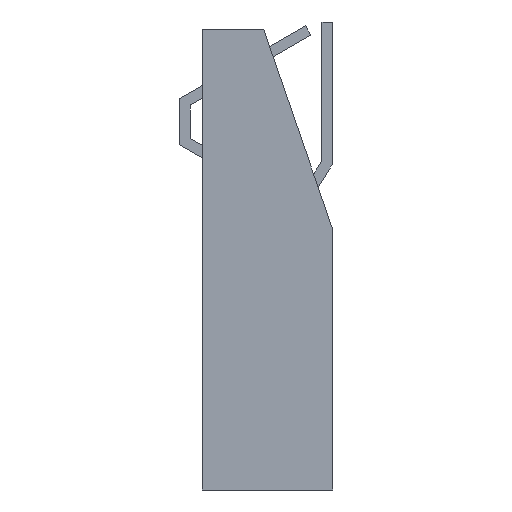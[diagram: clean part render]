
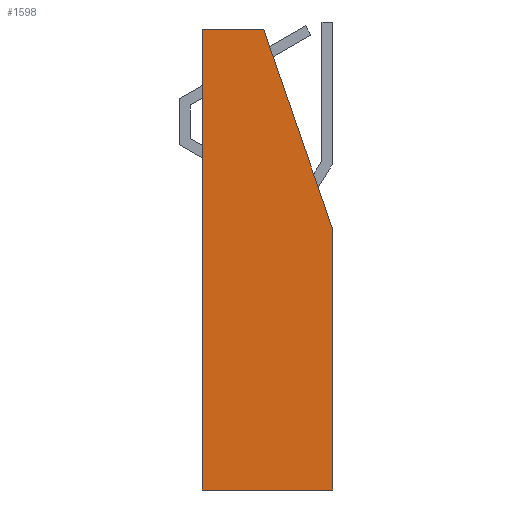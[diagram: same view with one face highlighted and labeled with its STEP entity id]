
A CAD part, left-side view. The second image highlights one B-rep face of the part: STEP entity #1598.
In plain terms, the highlighted planar face has unit normal (-1, 0, 0).
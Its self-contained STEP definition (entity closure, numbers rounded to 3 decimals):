
#28=FACE_OUTER_BOUND('',#113,.T.);
#113=EDGE_LOOP('',(#1089,#1090,#1091,#1092,#1093));
#195=LINE('',#2190,#428);
#202=LINE('',#2203,#435);
#215=LINE('',#2229,#448);
#227=LINE('',#2253,#460);
#228=LINE('',#2254,#461);
#428=VECTOR('',#1785,10.);
#435=VECTOR('',#1794,10.);
#448=VECTOR('',#1811,10.);
#460=VECTOR('',#1829,10.);
#461=VECTOR('',#1830,10.);
#660=VERTEX_POINT('',#2187);
#661=VERTEX_POINT('',#2189);
#666=VERTEX_POINT('',#2201);
#677=VERTEX_POINT('',#2227);
#686=VERTEX_POINT('',#2252);
#815=EDGE_CURVE('',#660,#661,#195,.T.);
#822=EDGE_CURVE('',#666,#660,#202,.T.);
#835=EDGE_CURVE('',#666,#677,#215,.T.);
#847=EDGE_CURVE('',#677,#686,#227,.T.);
#848=EDGE_CURVE('',#661,#686,#228,.T.);
#1089=ORIENTED_EDGE('',*,*,#835,.T.);
#1090=ORIENTED_EDGE('',*,*,#847,.T.);
#1091=ORIENTED_EDGE('',*,*,#848,.F.);
#1092=ORIENTED_EDGE('',*,*,#815,.F.);
#1093=ORIENTED_EDGE('',*,*,#822,.F.);
#1515=PLANE('',#1697);
#1598=ADVANCED_FACE('',(#28),#1515,.T.);
#1697=AXIS2_PLACEMENT_3D('',#2251,#1827,#1828);
#1785=DIRECTION('',(0.,1.,0.));
#1794=DIRECTION('',(0.,0.,-1.));
#1811=DIRECTION('',(0.,0.327,0.945));
#1827=DIRECTION('center_axis',(-1.,0.,0.));
#1828=DIRECTION('ref_axis',(0.,0.,1.));
#1829=DIRECTION('',(0.,1.,0.));
#1830=DIRECTION('',(0.,0.,1.));
#2187=CARTESIAN_POINT('',(-7.,0.,-3.));
#2189=CARTESIAN_POINT('',(-7.,1.7,-3.));
#2190=CARTESIAN_POINT('',(-7.,0.,-3.));
#2201=CARTESIAN_POINT('',(-7.,0.,0.4));
#2203=CARTESIAN_POINT('',(-7.,0.,3.));
#2227=CARTESIAN_POINT('',(-7.,0.9,3.));
#2229=CARTESIAN_POINT('',(-7.,-0.525,-1.118));
#2251=CARTESIAN_POINT('Origin',(-7.,0.,-3.));
#2252=CARTESIAN_POINT('',(-7.,1.7,3.));
#2253=CARTESIAN_POINT('',(-7.,0.,3.));
#2254=CARTESIAN_POINT('',(-7.,1.7,3.));
